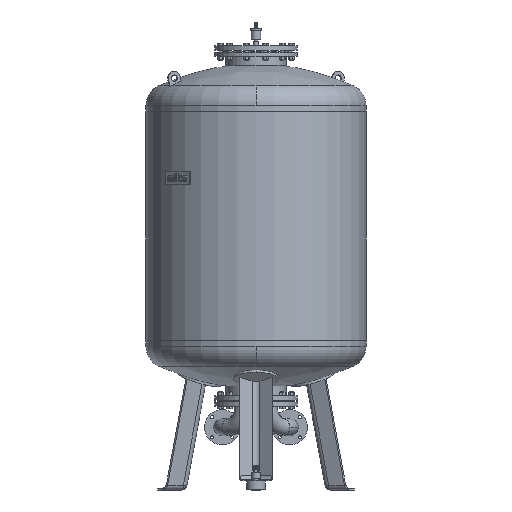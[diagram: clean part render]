
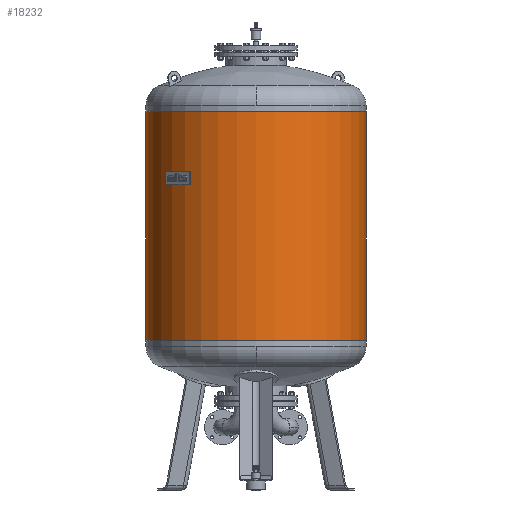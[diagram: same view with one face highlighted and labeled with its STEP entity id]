
A CAD part, front view. The second image highlights one B-rep face of the part: STEP entity #18232.
In plain terms, the highlighted cylindrical face has radius 500 mm (diameter 1000 mm), a partial arc.
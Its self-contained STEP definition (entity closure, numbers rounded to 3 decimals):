
#18191=CARTESIAN_POINT('',(0.,0.0,1452.25));
#18192=DIRECTION('',(0.,0.0,1.0));
#18193=DIRECTION('',(1.0,0.0,0.0));
#18194=AXIS2_PLACEMENT_3D('',#18191,#18192,#18193);
#18195=CYLINDRICAL_SURFACE('',#18194,500.);
#18196=CARTESIAN_POINT('',(500.,0.0,1719.5));
#18197=VERTEX_POINT('',#18196);
#18198=CARTESIAN_POINT('',(500.,0.0,680.5));
#18199=VERTEX_POINT('',#18198);
#18200=CARTESIAN_POINT('',(500.,0.0,1719.5));
#18201=DIRECTION('',(0.0,0.0,-1.0));
#18202=VECTOR('',#18201,1039.0);
#18203=LINE('',#18200,#18202);
#18204=EDGE_CURVE('',#18197,#18199,#18203,.T.);
#18205=ORIENTED_EDGE('',*,*,#18204,.F.);
#18206=CARTESIAN_POINT('',(-500.,0.,1719.5));
#18207=VERTEX_POINT('',#18206);
#18208=CARTESIAN_POINT('',(0.,0.0,1719.5));
#18209=DIRECTION('',(0.0,0.0,1.0));
#18210=DIRECTION('',(1.0,0.0,0.0));
#18211=AXIS2_PLACEMENT_3D('',#18208,#18209,#18210);
#18212=CIRCLE('',#18211,500.);
#18213=EDGE_CURVE('',#18207,#18197,#18212,.T.);
#18214=ORIENTED_EDGE('',*,*,#18213,.F.);
#18215=CARTESIAN_POINT('',(-500.,0.,680.5));
#18216=VERTEX_POINT('',#18215);
#18217=CARTESIAN_POINT('',(-500.,0.,1719.5));
#18218=DIRECTION('',(0.0,0.0,-1.0));
#18219=VECTOR('',#18218,1039.0);
#18220=LINE('',#18217,#18219);
#18221=EDGE_CURVE('',#18207,#18216,#18220,.T.);
#18222=ORIENTED_EDGE('',*,*,#18221,.T.);
#18223=CARTESIAN_POINT('',(0.,0.0,680.5));
#18224=DIRECTION('',(0.0,0.0,1.0));
#18225=DIRECTION('',(1.0,0.0,0.0));
#18226=AXIS2_PLACEMENT_3D('',#18223,#18224,#18225);
#18227=CIRCLE('',#18226,500.);
#18228=EDGE_CURVE('',#18216,#18199,#18227,.T.);
#18229=ORIENTED_EDGE('',*,*,#18228,.T.);
#18230=EDGE_LOOP('',(#18205,#18214,#18222,#18229));
#18231=FACE_OUTER_BOUND('',#18230,.T.);
#18232=ADVANCED_FACE('',(#18231),#18195,.T.);
